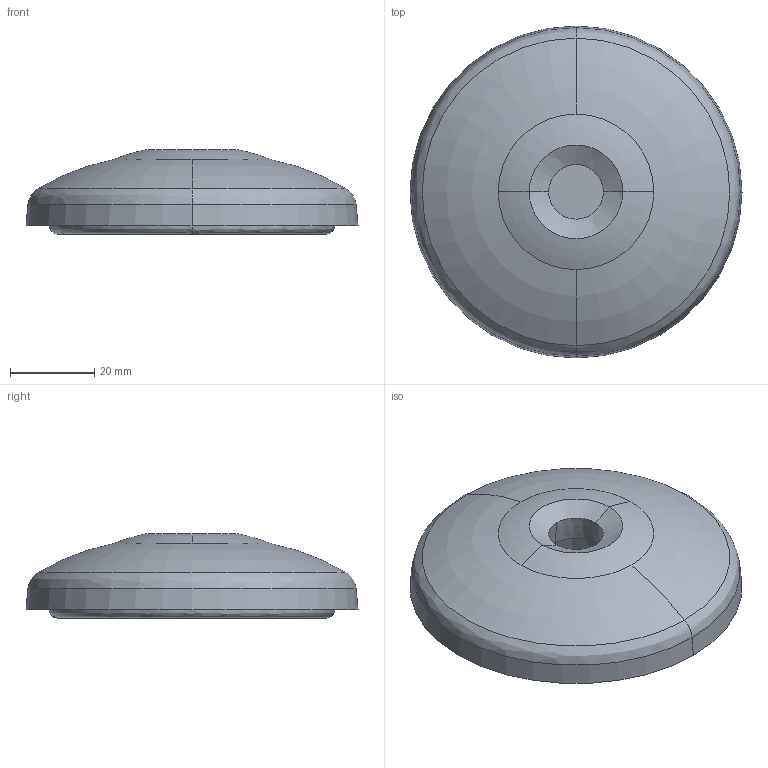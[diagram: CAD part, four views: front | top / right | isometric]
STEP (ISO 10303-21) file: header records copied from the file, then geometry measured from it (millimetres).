
FILE_DESCRIPTION (( 'STEP AP203' ), '1' );
FILE_NAME ('203600405_c_1.STEP', '2022-12-26T04:00:59', ( '' ), ( '' ), 'SwSTEP 2.0', 'SolidWorks 2014', '' );
FILE_SCHEMA (( 'CONFIG_CONTROL_DESIGN' ));
Length unit declared in the file: millimetre
Products named in the file (1): 203600405_c_1
Bounding box: 79 x 79 x 20 mm (x, y, z)
Volume: 63731.8 mm3; surface area: 17279.9 mm2
Topology: 1 solids, 1 shells, 47 faces, 99 edges, 59 vertices
Faces by surface type: bspline 16, cylinder 12, cone 8, plane 7, torus 4
Entity records: 23968 total; most frequent: CARTESIAN_POINT 22933, DIRECTION 204, ORIENTED_EDGE 198, EDGE_CURVE 99, AXIS2_PLACEMENT_3D 92, CIRCLE 60, VERTEX_POINT 59, EDGE_LOOP 52
